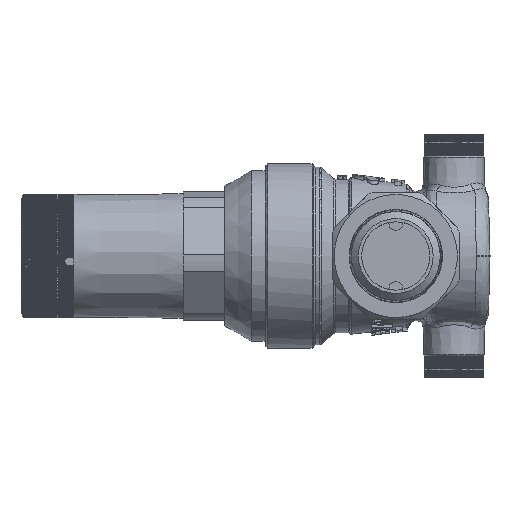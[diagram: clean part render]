
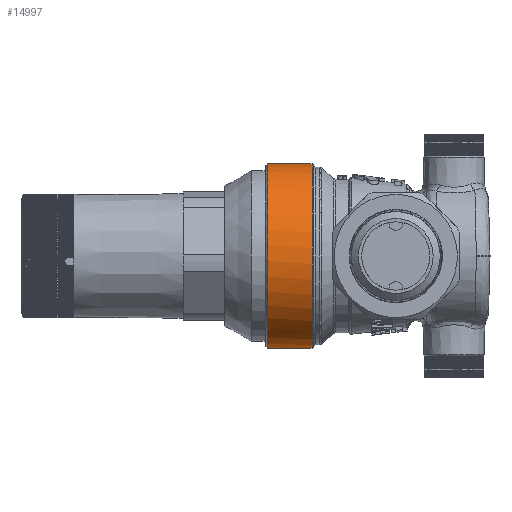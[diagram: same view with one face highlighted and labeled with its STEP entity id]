
A CAD part, left-side view. The second image highlights one B-rep face of the part: STEP entity #14997.
In plain terms, the highlighted cylindrical face has radius 27 mm (diameter 54 mm), a full revolution.
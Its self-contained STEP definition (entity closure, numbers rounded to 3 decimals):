
#7877=CARTESIAN_POINT('',(26.834,24.5,-2.99));
#7878=VERTEX_POINT('',#7877);
#14825=CARTESIAN_POINT('',(26.834,24.5,2.99));
#14826=VERTEX_POINT('',#14825);
#14849=CARTESIAN_POINT('',(0.0,24.5,0.0));
#14850=DIRECTION('',(0.0,-1.0,0.0));
#14851=DIRECTION('',(1.0,0.0,0.0));
#14852=AXIS2_PLACEMENT_3D('',#14849,#14850,#14851);
#14853=CIRCLE('',#14852,27.0);
#14854=EDGE_CURVE('',#14826,#7878,#14853,.T.);
#14895=CARTESIAN_POINT('',(0.0,31.75,0.0));
#14896=DIRECTION('',(0.0,1.0,0.0));
#14897=DIRECTION('',(-1.0,0.0,0.0));
#14898=AXIS2_PLACEMENT_3D('',#14895,#14896,#14897);
#14899=CYLINDRICAL_SURFACE('',#14898,27.0);
#14900=CARTESIAN_POINT('',(27.0,37.5,0.));
#14901=VERTEX_POINT('',#14900);
#14902=CARTESIAN_POINT('',(0.0,37.5,0.0));
#14903=DIRECTION('',(0.0,1.0,0.0));
#14904=DIRECTION('',(-1.0,0.0,0.0));
#14905=AXIS2_PLACEMENT_3D('',#14902,#14903,#14904);
#14906=CIRCLE('',#14905,27.0);
#14907=EDGE_CURVE('',#14901,#14901,#14906,.T.);
#14908=ORIENTED_EDGE('',*,*,#14907,.F.);
#14909=EDGE_LOOP('',(#14908));
#14910=FACE_OUTER_BOUND('',#14909,.T.);
#14911=ORIENTED_EDGE('',*,*,#14854,.F.);
#14912=CARTESIAN_POINT('',(26.904,24.977,2.275));
#14913=VERTEX_POINT('',#14912);
#14914=CARTESIAN_POINT('',(26.904,24.977,2.275));
#14915=CARTESIAN_POINT('',(26.897,25.031,2.354));
#14916=CARTESIAN_POINT('',(26.879,25.092,2.561));
#14917=CARTESIAN_POINT('',(26.851,24.854,2.833));
#14918=CARTESIAN_POINT('',(26.84,24.635,2.934));
#14919=CARTESIAN_POINT('',(26.834,24.5,2.99));
#14920=B_SPLINE_CURVE_WITH_KNOTS('',3,(#14914,#14915,#14916,#14917,#14918,#14919),.UNSPECIFIED.,.F.,.U.,(4,1,1,4),(-0.103,-0.074,-0.044,0.),.UNSPECIFIED.);
#14921=EDGE_CURVE('',#14913,#14826,#14920,.T.);
#14922=ORIENTED_EDGE('',*,*,#14921,.F.);
#14923=CARTESIAN_POINT('',(26.971,24.5,1.245));
#14924=VERTEX_POINT('',#14923);
#14925=CARTESIAN_POINT('',(0.0,344.589,0.0));
#14926=DIRECTION('',(-0.996,-0.084,-0.026));
#14927=DIRECTION('',(0.084,-0.996,0.002));
#14928=AXIS2_PLACEMENT_3D('',#14925,#14926,#14927);
#14929=ELLIPSE('',#14928,321.289,27.);
#14930=EDGE_CURVE('',#14924,#14913,#14929,.T.);
#14931=ORIENTED_EDGE('',*,*,#14930,.F.);
#14932=CARTESIAN_POINT('',(26.999,24.5,0.174));
#14933=VERTEX_POINT('',#14932);
#14934=CARTESIAN_POINT('',(0.0,24.5,0.0));
#14935=DIRECTION('',(0.0,-1.0,0.0));
#14936=DIRECTION('',(1.0,0.0,0.0));
#14937=AXIS2_PLACEMENT_3D('',#14934,#14935,#14936);
#14938=CIRCLE('',#14937,27.0);
#14939=EDGE_CURVE('',#14933,#14924,#14938,.T.);
#14940=ORIENTED_EDGE('',*,*,#14939,.F.);
#14941=CARTESIAN_POINT('',(27.,24.505,0.151));
#14942=VERTEX_POINT('',#14941);
#14943=CARTESIAN_POINT('',(0.0,344.589,0.0));
#14944=DIRECTION('',(-0.996,-0.084,-0.026));
#14945=DIRECTION('',(0.084,-0.996,0.002));
#14946=AXIS2_PLACEMENT_3D('',#14943,#14944,#14945);
#14947=ELLIPSE('',#14946,321.289,27.);
#14948=EDGE_CURVE('',#14942,#14933,#14947,.T.);
#14949=ORIENTED_EDGE('',*,*,#14948,.F.);
#14950=CARTESIAN_POINT('',(27.,24.505,-0.151));
#14951=VERTEX_POINT('',#14950);
#14952=CARTESIAN_POINT('',(27.,24.505,-0.151));
#14953=CARTESIAN_POINT('',(27.,24.53,-0.052));
#14954=CARTESIAN_POINT('',(27.,24.53,0.052));
#14955=CARTESIAN_POINT('',(27.,24.505,0.151));
#14956=B_SPLINE_CURVE_WITH_KNOTS('',3,(#14952,#14953,#14954,#14955),.UNSPECIFIED.,.F.,.U.,(4,4),(-0.032,0.0),.UNSPECIFIED.);
#14957=EDGE_CURVE('',#14951,#14942,#14956,.T.);
#14958=ORIENTED_EDGE('',*,*,#14957,.F.);
#14959=CARTESIAN_POINT('',(26.999,24.5,-0.174));
#14960=VERTEX_POINT('',#14959);
#14961=CARTESIAN_POINT('',(0.0,344.589,0.0));
#14962=DIRECTION('',(-0.996,-0.084,0.026));
#14963=DIRECTION('',(0.084,-0.996,-0.002));
#14964=AXIS2_PLACEMENT_3D('',#14961,#14962,#14963);
#14965=ELLIPSE('',#14964,321.289,27.);
#14966=EDGE_CURVE('',#14960,#14951,#14965,.T.);
#14967=ORIENTED_EDGE('',*,*,#14966,.F.);
#14968=CARTESIAN_POINT('',(26.971,24.5,-1.245));
#14969=VERTEX_POINT('',#14968);
#14970=CARTESIAN_POINT('',(0.0,24.5,0.0));
#14971=DIRECTION('',(0.0,-1.0,0.0));
#14972=DIRECTION('',(1.0,0.0,0.0));
#14973=AXIS2_PLACEMENT_3D('',#14970,#14971,#14972);
#14974=CIRCLE('',#14973,27.0);
#14975=EDGE_CURVE('',#14969,#14960,#14974,.T.);
#14976=ORIENTED_EDGE('',*,*,#14975,.F.);
#14977=CARTESIAN_POINT('',(26.904,24.977,-2.275));
#14978=VERTEX_POINT('',#14977);
#14979=CARTESIAN_POINT('',(0.0,344.589,0.0));
#14980=DIRECTION('',(-0.996,-0.084,0.026));
#14981=DIRECTION('',(0.084,-0.996,-0.002));
#14982=AXIS2_PLACEMENT_3D('',#14979,#14980,#14981);
#14983=ELLIPSE('',#14982,321.289,27.);
#14984=EDGE_CURVE('',#14978,#14969,#14983,.T.);
#14985=ORIENTED_EDGE('',*,*,#14984,.F.);
#14986=CARTESIAN_POINT('',(26.834,24.5,-2.99));
#14987=CARTESIAN_POINT('',(26.842,24.68,-2.915));
#14988=CARTESIAN_POINT('',(26.854,24.915,-2.81));
#14989=CARTESIAN_POINT('',(26.884,25.083,-2.505));
#14990=CARTESIAN_POINT('',(26.897,25.031,-2.354));
#14991=CARTESIAN_POINT('',(26.904,24.977,-2.275));
#14992=B_SPLINE_CURVE_WITH_KNOTS('',3,(#14986,#14987,#14988,#14989,#14990,#14991),.UNSPECIFIED.,.F.,.U.,(4,1,1,4),(-0.103,-0.044,-0.029,0.),.UNSPECIFIED.);
#14993=EDGE_CURVE('',#7878,#14978,#14992,.T.);
#14994=ORIENTED_EDGE('',*,*,#14993,.F.);
#14995=EDGE_LOOP('',(#14911,#14922,#14931,#14940,#14949,#14958,#14967,#14976,#14985,#14994));
#14996=FACE_BOUND('',#14995,.T.);
#14997=ADVANCED_FACE('',(#14910,#14996),#14899,.T.);
